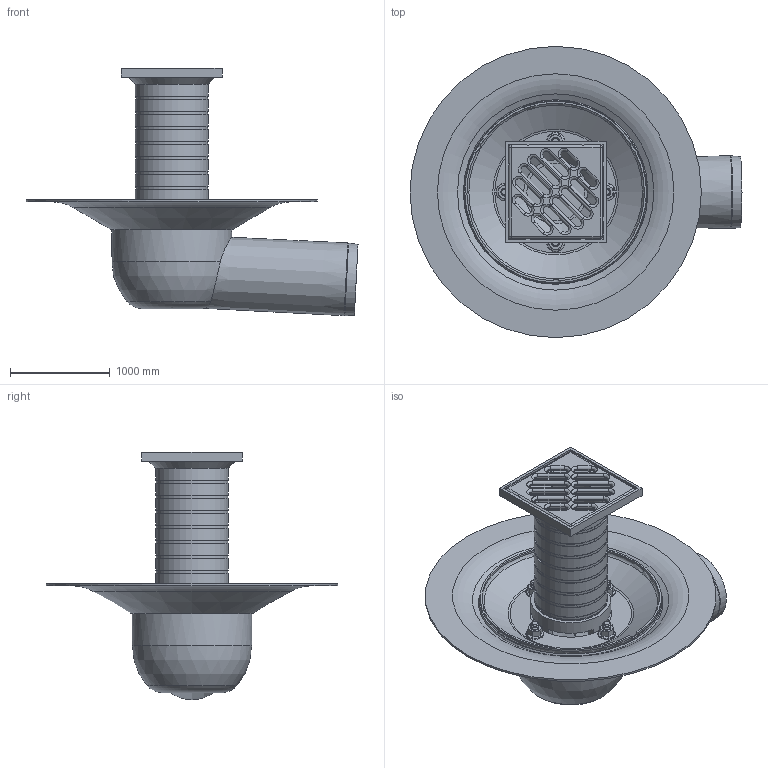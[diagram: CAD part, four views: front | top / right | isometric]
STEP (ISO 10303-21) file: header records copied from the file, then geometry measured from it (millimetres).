
FILE_DESCRIPTION(/* description */ (''),/* implementation_level */ '2;1');
FILE_NAME(/* name */ '19205.070X_3D.stp',/* time_stamp */ '2024-12-12T07:53:21+01:00',/* author */ ('CAD'),/* organization */ (''),/* preprocessor_version */ 'ST-DEVELOPER v20',/* originating_system */ 'AutoCAD Mechanical',/* authorisation */ '');
FILE_SCHEMA (('AUTOMOTIVE_DESIGN { 1 0 10303 214 3 1 1 }'));
Length unit declared in the file: centimetre
Products named in the file (2): Product; *S0
Assembly tree (1 placements, depth 2):
  Product
    *S0
Bounding box: 3327.52 x 2920 x 2479.64 mm (x, y, z)
Volume: 458780746.9 mm3; surface area: 47680839.2 mm2
Topology: 17 solids, 17 shells, 582 faces, 1300 edges, 786 vertices
Faces by surface type: plane 190, cylinder 188, cone 122, torus 68, sphere 10, bspline 4
Full cylindrical faces by diameter (mm): 35 x2, 80 x8, 85 x2, 110 x4, 720 x8, 730 x10, 734 x1, 756 x1, 800 x1, 808 x1, 820 x1, 832 x1, 1170 x1, 1200 x1, 2920 x1
Entity records: 16953 total; most frequent: CARTESIAN_POINT 3709, DIRECTION 2959, ORIENTED_EDGE 2600, EDGE_CURVE 1300, AXIS2_PLACEMENT_3D 1198, VERTEX_POINT 786, EDGE_LOOP 672, CIRCLE 615
